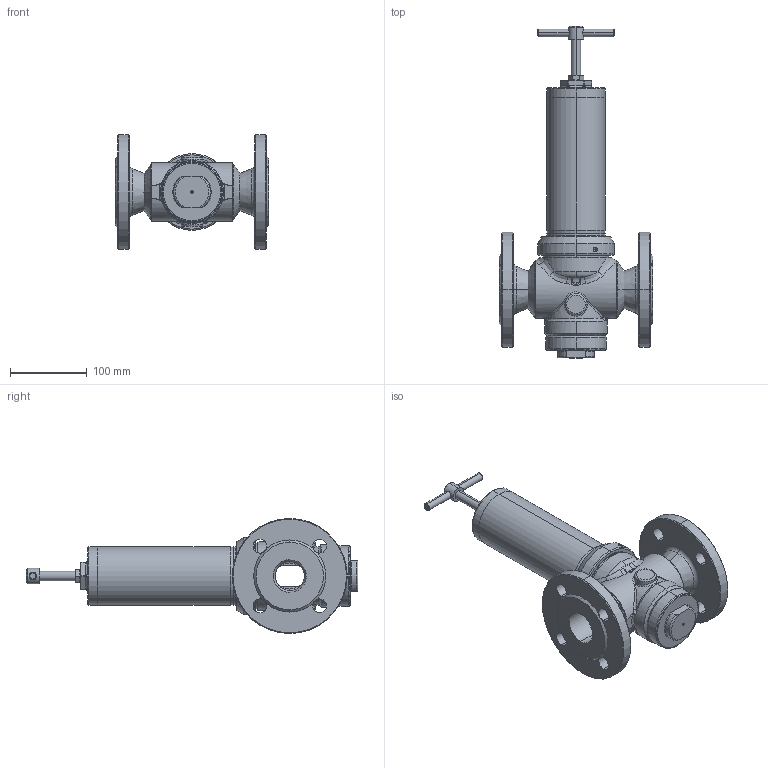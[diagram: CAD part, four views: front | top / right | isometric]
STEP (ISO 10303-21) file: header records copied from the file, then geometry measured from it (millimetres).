
FILE_DESCRIPTION (( 'STEP AP203' ), '1' );
FILE_NAME ('Typ_81-BG_III-D040-(48-64).STEP', '2021-04-13T07:43:35', ( '' ), ( '' ), 'SwSTEP 2.0', 'SolidWorks 2016', '' );
FILE_SCHEMA (( 'CONFIG_CONTROL_DESIGN' ));
Length unit declared in the file: millimetre
Products named in the file (1): Typ_81-BG_III-D040-(48-64)
Bounding box: 200 x 433 x 150 mm (x, y, z)
Volume: 1178449.2 mm3; surface area: 328548.3 mm2
Topology: 9 solids, 9 shells, 443 faces, 1039 edges, 618 vertices
Faces by surface type: cylinder 140, cone 120, torus 80, plane 61, bspline 34, sphere 8
Entity records: 17047 total; most frequent: CARTESIAN_POINT 6910, DIRECTION 2216, ORIENTED_EDGE 2062, EDGE_CURVE 1031, AXIS2_PLACEMENT_3D 974, VERTEX_POINT 618, CIRCLE 564, EDGE_LOOP 495
